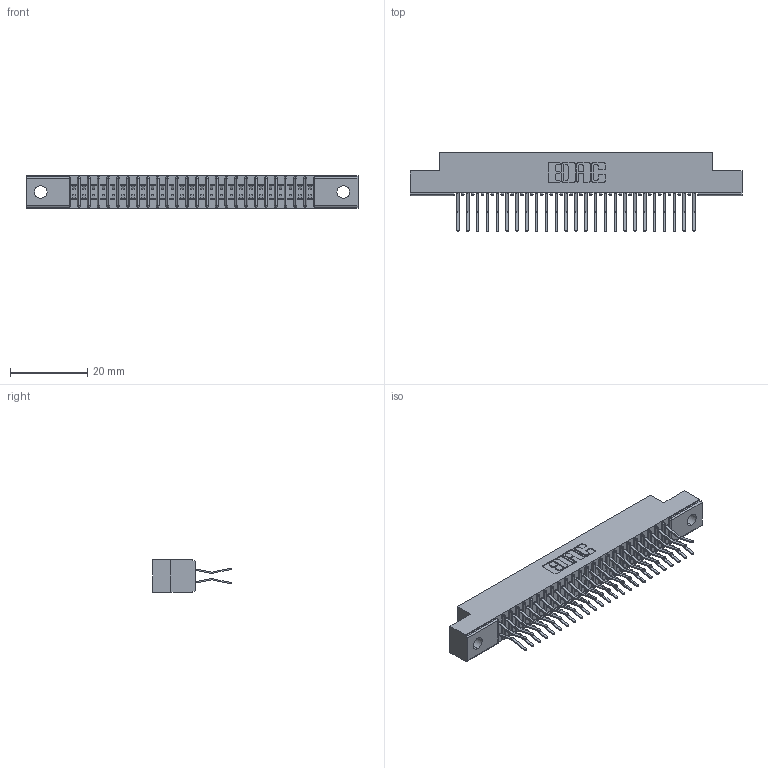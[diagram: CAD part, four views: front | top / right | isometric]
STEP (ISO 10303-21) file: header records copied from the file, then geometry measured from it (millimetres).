
FILE_DESCRIPTION (( 'STEP AP203' ), '1' );
FILE_NAME ('391-050-560-202.STEP', '2018-08-09T05:26:39', ( '' ), ( '' ), 'SwSTEP 2.0', 'SolidWorks 2016', '' );
FILE_SCHEMA (( 'CONFIG_CONTROL_DESIGN' ));
Length unit declared in the file: inch
Products named in the file (3): 341-292-001_341-292-160; 391-050-560-202; 341 Part_.128 (3.25) Dia Mounting Holes
Assembly tree (51 placements, depth 2):
  391-050-560-202
    341 Part_.128 (3.25) Dia Mounting Holes
    341-292-001_341-292-160  x50
Bounding box: 85.72 x 20.37 x 8.38 mm (x, y, z)
Volume: 4881.8 mm3; surface area: 10468.5 mm2
Topology: 51 solids, 51 shells, 3616 faces, 10491 edges, 6806 vertices
Faces by surface type: plane 2068, cylinder 1448, sphere 52, torus 48
Entity records: 32662 total; most frequent: CARTESIAN_POINT 5431, ORIENTED_EDGE 5394, DIRECTION 5287, EDGE_CURVE 2697, VECTOR 2155, LINE 2155, VERTEX_POINT 1710, AXIS2_PLACEMENT_3D 1566
